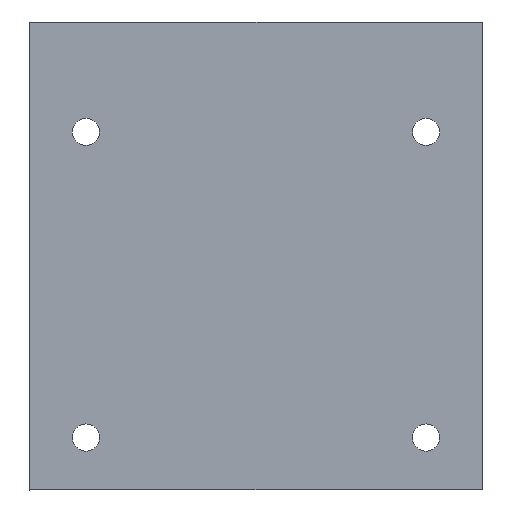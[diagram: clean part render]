
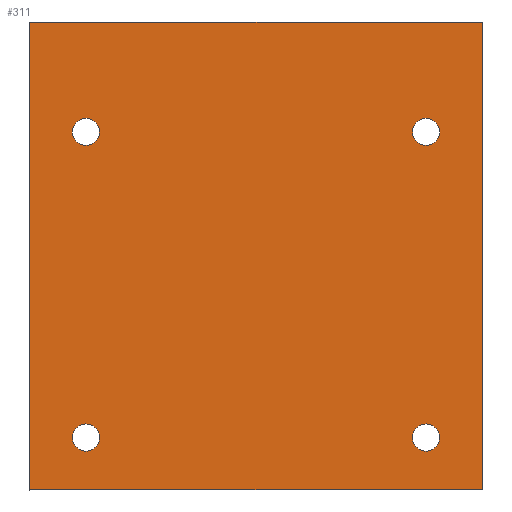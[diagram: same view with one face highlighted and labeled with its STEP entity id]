
A CAD part, front view. The second image highlights one B-rep face of the part: STEP entity #311.
In plain terms, the highlighted planar face has unit normal (0, -1, 0).
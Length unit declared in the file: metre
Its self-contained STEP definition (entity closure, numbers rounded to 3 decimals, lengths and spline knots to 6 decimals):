
#26=LINE('',#488,#44);
#30=LINE('',#495,#48);
#31=LINE('',#497,#49);
#32=LINE('',#499,#50);
#44=VECTOR('',#395,1.);
#48=VECTOR('',#401,1.);
#49=VECTOR('',#402,1.);
#50=VECTOR('',#403,1.);
#72=ORIENTED_EDGE('',*,*,#143,.F.);
#73=ORIENTED_EDGE('',*,*,#144,.F.);
#74=ORIENTED_EDGE('',*,*,#145,.T.);
#75=ORIENTED_EDGE('',*,*,#139,.T.);
#76=ORIENTED_EDGE('',*,*,#146,.F.);
#77=ORIENTED_EDGE('',*,*,#147,.F.);
#78=ORIENTED_EDGE('',*,*,#148,.F.);
#79=ORIENTED_EDGE('',*,*,#149,.F.);
#139=EDGE_CURVE('',#176,#174,#26,.T.);
#143=EDGE_CURVE('',#178,#174,#30,.T.);
#144=EDGE_CURVE('',#179,#178,#31,.T.);
#145=EDGE_CURVE('',#179,#176,#32,.T.);
#146=EDGE_CURVE('',#180,#180,#200,.T.);
#147=EDGE_CURVE('',#181,#181,#201,.T.);
#148=EDGE_CURVE('',#182,#182,#202,.T.);
#149=EDGE_CURVE('',#183,#183,#203,.T.);
#174=VERTEX_POINT('',#486);
#176=VERTEX_POINT('',#489);
#178=VERTEX_POINT('',#496);
#179=VERTEX_POINT('',#498);
#180=VERTEX_POINT('',#501);
#181=VERTEX_POINT('',#503);
#182=VERTEX_POINT('',#505);
#183=VERTEX_POINT('',#507);
#200=CIRCLE('',#347,0.001905);
#201=CIRCLE('',#348,0.001905);
#202=CIRCLE('',#349,0.001905);
#203=CIRCLE('',#350,0.001905);
#220=EDGE_LOOP('',(#72,#73,#74,#75));
#221=EDGE_LOOP('',(#76));
#222=EDGE_LOOP('',(#77));
#223=EDGE_LOOP('',(#78));
#224=EDGE_LOOP('',(#79));
#264=FACE_BOUND('',#220,.T.);
#265=FACE_BOUND('',#221,.T.);
#266=FACE_BOUND('',#222,.T.);
#267=FACE_BOUND('',#223,.T.);
#268=FACE_BOUND('',#224,.T.);
#303=PLANE('',#346);
#311=ADVANCED_FACE('',(#264,#265,#266,#267,#268),#303,.T.);
#346=AXIS2_PLACEMENT_3D('',#494,#399,#400);
#347=AXIS2_PLACEMENT_3D('',#500,#404,#405);
#348=AXIS2_PLACEMENT_3D('',#502,#406,#407);
#349=AXIS2_PLACEMENT_3D('',#504,#408,#409);
#350=AXIS2_PLACEMENT_3D('',#506,#410,#411);
#395=DIRECTION('',(0.,0.,1.));
#399=DIRECTION('',(0.,-1.,0.));
#400=DIRECTION('',(1.,0.,0.));
#401=DIRECTION('',(1.,0.,0.));
#402=DIRECTION('',(0.,0.,1.));
#403=DIRECTION('',(1.,0.,0.));
#404=DIRECTION('',(0.,-1.,0.));
#405=DIRECTION('',(1.,0.,0.));
#406=DIRECTION('',(0.,-1.,0.));
#407=DIRECTION('',(1.,0.,0.));
#408=DIRECTION('',(0.,-1.,0.));
#409=DIRECTION('',(1.,0.,0.));
#410=DIRECTION('',(0.,-1.,0.));
#411=DIRECTION('',(1.,0.,0.));
#486=CARTESIAN_POINT('',(-0.552203,-0.262169,0.224777));
#488=CARTESIAN_POINT('',(-0.552203,-0.262169,0.220015));
#489=CARTESIAN_POINT('',(-0.552203,-0.262169,0.159055));
#494=CARTESIAN_POINT('',(-0.812553,-0.262169,0.220015));
#495=CARTESIAN_POINT('',(-0.812553,-0.262169,0.224777));
#496=CARTESIAN_POINT('',(-0.615703,-0.262169,0.224777));
#497=CARTESIAN_POINT('',(-0.615703,-0.262169,0.220015));
#498=CARTESIAN_POINT('',(-0.615703,-0.262169,0.159055));
#499=CARTESIAN_POINT('',(-0.812553,-0.262169,0.159055));
#500=CARTESIAN_POINT('',(-0.607829,-0.262169,0.209347));
#501=CARTESIAN_POINT('',(-0.605924,-0.262169,0.209347));
#502=CARTESIAN_POINT('',(-0.560077,-0.262169,0.166421));
#503=CARTESIAN_POINT('',(-0.558172,-0.262169,0.166421));
#504=CARTESIAN_POINT('',(-0.607829,-0.262169,0.166421));
#505=CARTESIAN_POINT('',(-0.605924,-0.262169,0.166421));
#506=CARTESIAN_POINT('',(-0.560077,-0.262169,0.209347));
#507=CARTESIAN_POINT('',(-0.558172,-0.262169,0.209347));
